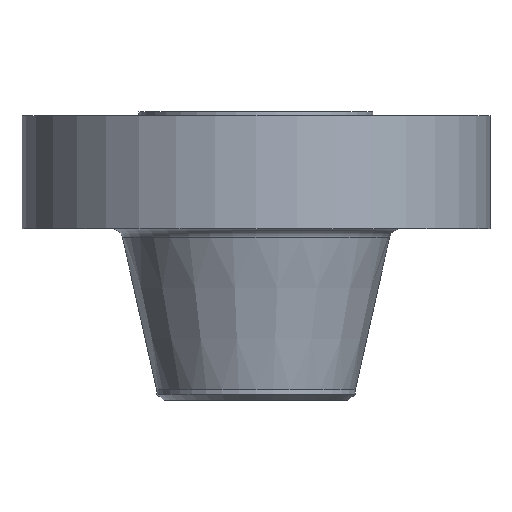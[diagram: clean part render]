
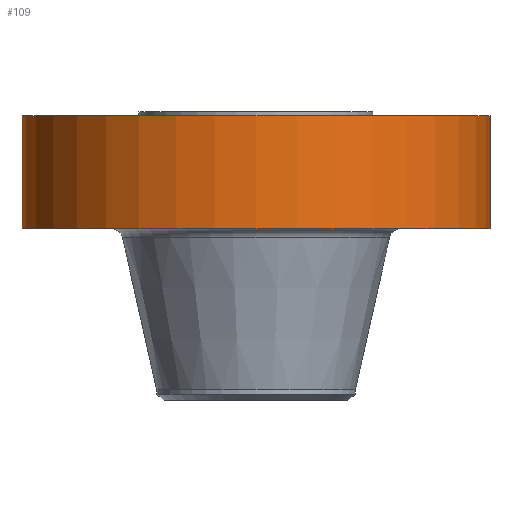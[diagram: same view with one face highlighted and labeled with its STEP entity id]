
A CAD part, front view. The second image highlights one B-rep face of the part: STEP entity #109.
In plain terms, the highlighted cylindrical face has radius 381 mm (diameter 762 mm), a partial arc.
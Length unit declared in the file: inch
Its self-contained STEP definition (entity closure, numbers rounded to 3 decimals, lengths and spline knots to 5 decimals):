
#109 = ADVANCED_FACE ( 'NONE', ( #485 ), #933, .T. ) ;
#121 = VERTEX_POINT ( 'NONE', #928 ) ;
#172 = CARTESIAN_POINT ( 'NONE',  ( 15., 0., 0. ) ) ;
#179 = ORIENTED_EDGE ( 'NONE', *, *, #891, .F. ) ;
#197 = ORIENTED_EDGE ( 'NONE', *, *, #280, .F. ) ;
#280 = EDGE_CURVE ( 'NONE', #693, #989, #439, .T. ) ;
#342 = VECTOR ( 'NONE', #399, 39.37008 ) ;
#389 = LINE ( 'NONE', #172, #342 ) ;
#399 = DIRECTION ( 'NONE',  ( 0., 0., 1. ) ) ;
#434 = AXIS2_PLACEMENT_3D ( 'NONE', #1076, #1181, #1197 ) ;
#439 = LINE ( 'NONE', #851, #1231 ) ;
#485 = FACE_OUTER_BOUND ( 'NONE', #1290, .T. ) ;
#507 = ORIENTED_EDGE ( 'NONE', *, *, #644, .T. ) ;
#574 = DIRECTION ( 'NONE',  ( 1., 0., 0. ) ) ;
#593 = DIRECTION ( 'NONE',  ( 0., 0., 1. ) ) ;
#644 = EDGE_CURVE ( 'NONE', #121, #841, #389, .T. ) ;
#693 = VERTEX_POINT ( 'NONE', #872 ) ;
#705 = EDGE_CURVE ( 'NONE', #693, #121, #762, .T. ) ;
#762 = CIRCLE ( 'NONE', #434, 15. ) ;
#779 = CARTESIAN_POINT ( 'NONE',  ( 15., 0., -0.25 ) ) ;
#841 = VERTEX_POINT ( 'NONE', #779 ) ;
#851 = CARTESIAN_POINT ( 'NONE',  ( -15., 0., 0. ) ) ;
#872 = CARTESIAN_POINT ( 'NONE',  ( -15., 0., -7.5 ) ) ;
#891 = EDGE_CURVE ( 'NONE', #989, #841, #917, .T. ) ;
#917 = CIRCLE ( 'NONE', #1008, 15. ) ;
#928 = CARTESIAN_POINT ( 'NONE',  ( 15., 0., -7.5 ) ) ;
#933 = CYLINDRICAL_SURFACE ( 'NONE', #964, 15. ) ;
#954 = ORIENTED_EDGE ( 'NONE', *, *, #705, .T. ) ;
#964 = AXIS2_PLACEMENT_3D ( 'NONE', #1374, #593, #1129 ) ;
#989 = VERTEX_POINT ( 'NONE', #1168 ) ;
#1008 = AXIS2_PLACEMENT_3D ( 'NONE', #1235, #1020, #574 ) ;
#1020 = DIRECTION ( 'NONE',  ( 0., 0., 1. ) ) ;
#1076 = CARTESIAN_POINT ( 'NONE',  ( 0., 0., -7.5 ) ) ;
#1129 = DIRECTION ( 'NONE',  ( 1., 0., 0. ) ) ;
#1168 = CARTESIAN_POINT ( 'NONE',  ( -15., 0., -0.25 ) ) ;
#1181 = DIRECTION ( 'NONE',  ( 0., 0., 1. ) ) ;
#1197 = DIRECTION ( 'NONE',  ( 1., 0., 0. ) ) ;
#1231 = VECTOR ( 'NONE', #1328, 39.37008 ) ;
#1235 = CARTESIAN_POINT ( 'NONE',  ( 0., 0., -0.25 ) ) ;
#1290 = EDGE_LOOP ( 'NONE', ( #197, #954, #507, #179 ) ) ;
#1328 = DIRECTION ( 'NONE',  ( 0., 0., 1. ) ) ;
#1374 = CARTESIAN_POINT ( 'NONE',  ( 0., 0., 0. ) ) ;
